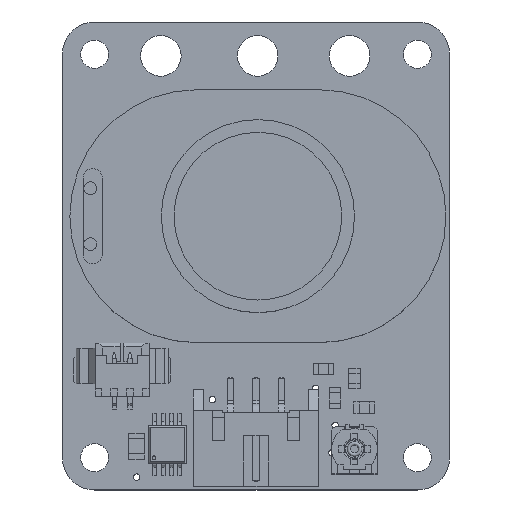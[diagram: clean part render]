
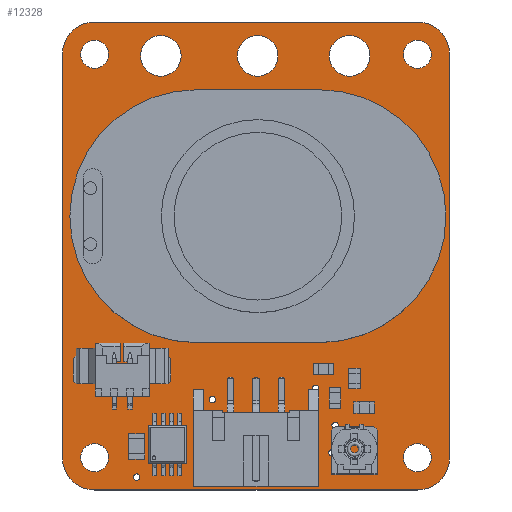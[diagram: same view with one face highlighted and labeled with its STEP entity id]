
A CAD part, top view. The second image highlights one B-rep face of the part: STEP entity #12328.
In plain terms, the highlighted planar face has unit normal (0, 0, 1).
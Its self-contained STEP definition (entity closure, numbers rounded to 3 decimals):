
#122=FACE_BOUND('',#1398,.T.);
#123=FACE_BOUND('',#1399,.T.);
#124=FACE_BOUND('',#1400,.T.);
#125=FACE_BOUND('',#1401,.T.);
#126=FACE_BOUND('',#1402,.T.);
#127=FACE_BOUND('',#1403,.T.);
#128=FACE_BOUND('',#1404,.T.);
#129=FACE_BOUND('',#1405,.T.);
#130=FACE_BOUND('',#1406,.T.);
#131=FACE_BOUND('',#1407,.T.);
#132=FACE_BOUND('',#1408,.T.);
#133=FACE_BOUND('',#1409,.T.);
#134=FACE_BOUND('',#1410,.T.);
#135=FACE_BOUND('',#1411,.T.);
#136=FACE_BOUND('',#1412,.T.);
#137=FACE_BOUND('',#1413,.T.);
#194=PLANE('',#13133);
#741=FACE_OUTER_BOUND('',#1397,.T.);
#1397=EDGE_LOOP('',(#8500,#8501,#8502,#8503,#8504,#8505,#8506,#8507));
#1398=EDGE_LOOP('',(#8508));
#1399=EDGE_LOOP('',(#8509));
#1400=EDGE_LOOP('',(#8510));
#1401=EDGE_LOOP('',(#8511));
#1402=EDGE_LOOP('',(#8512));
#1403=EDGE_LOOP('',(#8513));
#1404=EDGE_LOOP('',(#8514));
#1405=EDGE_LOOP('',(#8515));
#1406=EDGE_LOOP('',(#8516));
#1407=EDGE_LOOP('',(#8517));
#1408=EDGE_LOOP('',(#8518));
#1409=EDGE_LOOP('',(#8519));
#1410=EDGE_LOOP('',(#8520));
#1411=EDGE_LOOP('',(#8521));
#1412=EDGE_LOOP('',(#8522));
#1413=EDGE_LOOP('',(#8523));
#2115=LINE('',#17583,#3631);
#2119=LINE('',#17595,#3635);
#2123=LINE('',#17607,#3639);
#2127=LINE('',#17619,#3643);
#3631=VECTOR('',#14153,10.);
#3635=VECTOR('',#14165,10.);
#3639=VECTOR('',#14177,10.);
#3643=VECTOR('',#14189,10.);
#5130=CIRCLE('',#13071,1.6);
#5132=CIRCLE('',#13074,1.1);
#5134=CIRCLE('',#13077,1.1);
#5136=CIRCLE('',#13080,0.25);
#5138=CIRCLE('',#13083,0.25);
#5140=CIRCLE('',#13086,0.25);
#5142=CIRCLE('',#13089,0.25);
#5144=CIRCLE('',#13092,0.25);
#5146=CIRCLE('',#13095,0.25);
#5148=CIRCLE('',#13098,0.25);
#5150=CIRCLE('',#13101,0.25);
#5152=CIRCLE('',#13104,0.25);
#5154=CIRCLE('',#13107,1.1);
#5156=CIRCLE('',#13110,1.1);
#5158=CIRCLE('',#13113,1.6);
#5160=CIRCLE('',#13116,1.6);
#5162=CIRCLE('',#13120,2.54);
#5164=CIRCLE('',#13124,2.54);
#5166=CIRCLE('',#13128,2.539);
#5168=CIRCLE('',#13132,2.54);
#5407=VERTEX_POINT('',#17483);
#5409=VERTEX_POINT('',#17489);
#5411=VERTEX_POINT('',#17495);
#5413=VERTEX_POINT('',#17501);
#5415=VERTEX_POINT('',#17507);
#5417=VERTEX_POINT('',#17513);
#5419=VERTEX_POINT('',#17519);
#5421=VERTEX_POINT('',#17525);
#5423=VERTEX_POINT('',#17531);
#5425=VERTEX_POINT('',#17537);
#5427=VERTEX_POINT('',#17543);
#5429=VERTEX_POINT('',#17549);
#5431=VERTEX_POINT('',#17555);
#5433=VERTEX_POINT('',#17561);
#5435=VERTEX_POINT('',#17567);
#5437=VERTEX_POINT('',#17573);
#5440=VERTEX_POINT('',#17580);
#5441=VERTEX_POINT('',#17582);
#5443=VERTEX_POINT('',#17588);
#5445=VERTEX_POINT('',#17594);
#5447=VERTEX_POINT('',#17600);
#5449=VERTEX_POINT('',#17606);
#5451=VERTEX_POINT('',#17612);
#5453=VERTEX_POINT('',#17618);
#6595=EDGE_CURVE('',#5407,#5407,#5130,.T.);
#6598=EDGE_CURVE('',#5409,#5409,#5132,.T.);
#6601=EDGE_CURVE('',#5411,#5411,#5134,.T.);
#6604=EDGE_CURVE('',#5413,#5413,#5136,.T.);
#6607=EDGE_CURVE('',#5415,#5415,#5138,.T.);
#6610=EDGE_CURVE('',#5417,#5417,#5140,.T.);
#6613=EDGE_CURVE('',#5419,#5419,#5142,.T.);
#6616=EDGE_CURVE('',#5421,#5421,#5144,.T.);
#6619=EDGE_CURVE('',#5423,#5423,#5146,.T.);
#6622=EDGE_CURVE('',#5425,#5425,#5148,.T.);
#6625=EDGE_CURVE('',#5427,#5427,#5150,.T.);
#6628=EDGE_CURVE('',#5429,#5429,#5152,.T.);
#6631=EDGE_CURVE('',#5431,#5431,#5154,.T.);
#6634=EDGE_CURVE('',#5433,#5433,#5156,.T.);
#6637=EDGE_CURVE('',#5435,#5435,#5158,.T.);
#6640=EDGE_CURVE('',#5437,#5437,#5160,.T.);
#6643=EDGE_CURVE('',#5441,#5440,#2115,.T.);
#6646=EDGE_CURVE('',#5443,#5441,#5162,.T.);
#6649=EDGE_CURVE('',#5445,#5443,#2119,.T.);
#6652=EDGE_CURVE('',#5447,#5445,#5164,.T.);
#6655=EDGE_CURVE('',#5449,#5447,#2123,.T.);
#6658=EDGE_CURVE('',#5451,#5449,#5166,.T.);
#6661=EDGE_CURVE('',#5453,#5451,#2127,.T.);
#6664=EDGE_CURVE('',#5440,#5453,#5168,.T.);
#8500=ORIENTED_EDGE('',*,*,#6664,.T.);
#8501=ORIENTED_EDGE('',*,*,#6661,.T.);
#8502=ORIENTED_EDGE('',*,*,#6658,.T.);
#8503=ORIENTED_EDGE('',*,*,#6655,.T.);
#8504=ORIENTED_EDGE('',*,*,#6652,.T.);
#8505=ORIENTED_EDGE('',*,*,#6649,.T.);
#8506=ORIENTED_EDGE('',*,*,#6646,.T.);
#8507=ORIENTED_EDGE('',*,*,#6643,.T.);
#8508=ORIENTED_EDGE('',*,*,#6595,.T.);
#8509=ORIENTED_EDGE('',*,*,#6598,.T.);
#8510=ORIENTED_EDGE('',*,*,#6601,.T.);
#8511=ORIENTED_EDGE('',*,*,#6604,.T.);
#8512=ORIENTED_EDGE('',*,*,#6607,.T.);
#8513=ORIENTED_EDGE('',*,*,#6610,.T.);
#8514=ORIENTED_EDGE('',*,*,#6613,.T.);
#8515=ORIENTED_EDGE('',*,*,#6616,.T.);
#8516=ORIENTED_EDGE('',*,*,#6619,.T.);
#8517=ORIENTED_EDGE('',*,*,#6622,.T.);
#8518=ORIENTED_EDGE('',*,*,#6625,.T.);
#8519=ORIENTED_EDGE('',*,*,#6628,.T.);
#8520=ORIENTED_EDGE('',*,*,#6631,.T.);
#8521=ORIENTED_EDGE('',*,*,#6634,.T.);
#8522=ORIENTED_EDGE('',*,*,#6637,.T.);
#8523=ORIENTED_EDGE('',*,*,#6640,.T.);
#12328=ADVANCED_FACE('',(#741,#122,#123,#124,#125,#126,#127,#128,#129,#130,
#131,#132,#133,#134,#135,#136,#137),#194,.T.);
#13071=AXIS2_PLACEMENT_3D('',#17485,#14042,#14043);
#13074=AXIS2_PLACEMENT_3D('',#17491,#14049,#14050);
#13077=AXIS2_PLACEMENT_3D('',#17497,#14056,#14057);
#13080=AXIS2_PLACEMENT_3D('',#17503,#14063,#14064);
#13083=AXIS2_PLACEMENT_3D('',#17509,#14070,#14071);
#13086=AXIS2_PLACEMENT_3D('',#17515,#14077,#14078);
#13089=AXIS2_PLACEMENT_3D('',#17521,#14084,#14085);
#13092=AXIS2_PLACEMENT_3D('',#17527,#14091,#14092);
#13095=AXIS2_PLACEMENT_3D('',#17533,#14098,#14099);
#13098=AXIS2_PLACEMENT_3D('',#17539,#14105,#14106);
#13101=AXIS2_PLACEMENT_3D('',#17545,#14112,#14113);
#13104=AXIS2_PLACEMENT_3D('',#17551,#14119,#14120);
#13107=AXIS2_PLACEMENT_3D('',#17557,#14126,#14127);
#13110=AXIS2_PLACEMENT_3D('',#17563,#14133,#14134);
#13113=AXIS2_PLACEMENT_3D('',#17569,#14140,#14141);
#13116=AXIS2_PLACEMENT_3D('',#17575,#14147,#14148);
#13120=AXIS2_PLACEMENT_3D('',#17589,#14159,#14160);
#13124=AXIS2_PLACEMENT_3D('',#17601,#14171,#14172);
#13128=AXIS2_PLACEMENT_3D('',#17613,#14183,#14184);
#13132=AXIS2_PLACEMENT_3D('',#17623,#14195,#14196);
#13133=AXIS2_PLACEMENT_3D('',#17624,#14197,#14198);
#14042=DIRECTION('center_axis',(0.,0.,-1.));
#14043=DIRECTION('ref_axis',(1.,0.,0.));
#14049=DIRECTION('center_axis',(0.,0.,-1.));
#14050=DIRECTION('ref_axis',(1.,0.,0.));
#14056=DIRECTION('center_axis',(0.,0.,-1.));
#14057=DIRECTION('ref_axis',(1.,0.,0.));
#14063=DIRECTION('center_axis',(0.,0.,-1.));
#14064=DIRECTION('ref_axis',(1.,0.,0.));
#14070=DIRECTION('center_axis',(0.,0.,-1.));
#14071=DIRECTION('ref_axis',(1.,0.,0.));
#14077=DIRECTION('center_axis',(0.,0.,-1.));
#14078=DIRECTION('ref_axis',(1.,0.,0.));
#14084=DIRECTION('center_axis',(0.,0.,-1.));
#14085=DIRECTION('ref_axis',(1.,0.,0.));
#14091=DIRECTION('center_axis',(0.,0.,-1.));
#14092=DIRECTION('ref_axis',(1.,0.,0.));
#14098=DIRECTION('center_axis',(0.,0.,-1.));
#14099=DIRECTION('ref_axis',(1.,0.,0.));
#14105=DIRECTION('center_axis',(0.,0.,-1.));
#14106=DIRECTION('ref_axis',(1.,0.,0.));
#14112=DIRECTION('center_axis',(0.,0.,-1.));
#14113=DIRECTION('ref_axis',(1.,0.,0.));
#14119=DIRECTION('center_axis',(0.,0.,-1.));
#14120=DIRECTION('ref_axis',(1.,0.,0.));
#14126=DIRECTION('center_axis',(0.,0.,-1.));
#14127=DIRECTION('ref_axis',(1.,0.,0.));
#14133=DIRECTION('center_axis',(0.,0.,-1.));
#14134=DIRECTION('ref_axis',(1.,0.,0.));
#14140=DIRECTION('center_axis',(0.,0.,-1.));
#14141=DIRECTION('ref_axis',(1.,0.,0.));
#14147=DIRECTION('center_axis',(0.,0.,-1.));
#14148=DIRECTION('ref_axis',(1.,0.,0.));
#14153=DIRECTION('',(-1.,0.,0.));
#14159=DIRECTION('center_axis',(0.,0.,1.));
#14160=DIRECTION('ref_axis',(1.,0.,0.));
#14165=DIRECTION('',(0.,1.,0.));
#14171=DIRECTION('center_axis',(0.,0.,1.));
#14172=DIRECTION('ref_axis',(0.,-1.,0.));
#14177=DIRECTION('',(1.,0.,0.));
#14183=DIRECTION('center_axis',(0.,0.,1.));
#14184=DIRECTION('ref_axis',(-1.,0.,0.));
#14189=DIRECTION('',(0.,-1.,0.));
#14195=DIRECTION('center_axis',(0.,0.,1.));
#14196=DIRECTION('ref_axis',(0.,1.,0.));
#14197=DIRECTION('center_axis',(0.,0.,1.));
#14198=DIRECTION('ref_axis',(1.,0.,0.));
#17483=CARTESIAN_POINT('',(13.767,34.163,1.57));
#17485=CARTESIAN_POINT('Origin',(15.367,34.163,1.57));
#17489=CARTESIAN_POINT('',(1.44,2.54,1.57));
#17491=CARTESIAN_POINT('Origin',(2.54,2.54,1.57));
#17495=CARTESIAN_POINT('',(1.44,34.29,1.57));
#17497=CARTESIAN_POINT('Origin',(2.54,34.29,1.57));
#17501=CARTESIAN_POINT('',(14.99,3.937,1.57));
#17503=CARTESIAN_POINT('Origin',(15.24,3.937,1.57));
#17507=CARTESIAN_POINT('',(5.592,1.016,1.57));
#17509=CARTESIAN_POINT('Origin',(5.842,1.016,1.57));
#17513=CARTESIAN_POINT('',(21.213,5.08,1.57));
#17515=CARTESIAN_POINT('Origin',(21.463,5.08,1.57));
#17519=CARTESIAN_POINT('',(20.959,2.921,1.57));
#17521=CARTESIAN_POINT('Origin',(21.209,2.921,1.57));
#17525=CARTESIAN_POINT('',(7.116,4.191,1.57));
#17527=CARTESIAN_POINT('Origin',(7.366,4.191,1.57));
#17531=CARTESIAN_POINT('',(19.689,8.001,1.57));
#17533=CARTESIAN_POINT('Origin',(19.939,8.001,1.57));
#17537=CARTESIAN_POINT('',(23.753,2.921,1.57));
#17539=CARTESIAN_POINT('Origin',(24.003,2.921,1.57));
#17543=CARTESIAN_POINT('',(11.561,7.112,1.57));
#17545=CARTESIAN_POINT('Origin',(11.811,7.112,1.57));
#17549=CARTESIAN_POINT('',(17.149,4.064,1.57));
#17551=CARTESIAN_POINT('Origin',(17.399,4.064,1.57));
#17555=CARTESIAN_POINT('',(26.84,34.29,1.57));
#17557=CARTESIAN_POINT('Origin',(27.94,34.29,1.57));
#17561=CARTESIAN_POINT('',(26.84,2.54,1.57));
#17563=CARTESIAN_POINT('Origin',(27.94,2.54,1.57));
#17567=CARTESIAN_POINT('',(21.006,34.163,1.57));
#17569=CARTESIAN_POINT('Origin',(22.606,34.163,1.57));
#17573=CARTESIAN_POINT('',(6.147,34.163,1.57));
#17575=CARTESIAN_POINT('Origin',(7.747,34.163,1.57));
#17580=CARTESIAN_POINT('',(2.54,36.83,1.57));
#17582=CARTESIAN_POINT('',(27.94,36.83,1.57));
#17583=CARTESIAN_POINT('',(27.94,36.83,1.57));
#17588=CARTESIAN_POINT('',(30.48,34.29,1.57));
#17589=CARTESIAN_POINT('Origin',(27.94,34.29,1.57));
#17594=CARTESIAN_POINT('',(30.48,2.54,1.57));
#17595=CARTESIAN_POINT('',(30.48,2.54,1.57));
#17600=CARTESIAN_POINT('',(27.94,0.,1.57));
#17601=CARTESIAN_POINT('Origin',(27.94,2.54,1.57));
#17606=CARTESIAN_POINT('',(2.54,0.,1.57));
#17607=CARTESIAN_POINT('',(2.54,0.,1.57));
#17612=CARTESIAN_POINT('',(0.,2.54,1.57));
#17613=CARTESIAN_POINT('Origin',(2.539,2.539,1.57));
#17618=CARTESIAN_POINT('',(0.,34.29,1.57));
#17619=CARTESIAN_POINT('',(0.,34.29,1.57));
#17623=CARTESIAN_POINT('Origin',(2.54,34.29,1.57));
#17624=CARTESIAN_POINT('Origin',(15.24,18.415,1.57));
